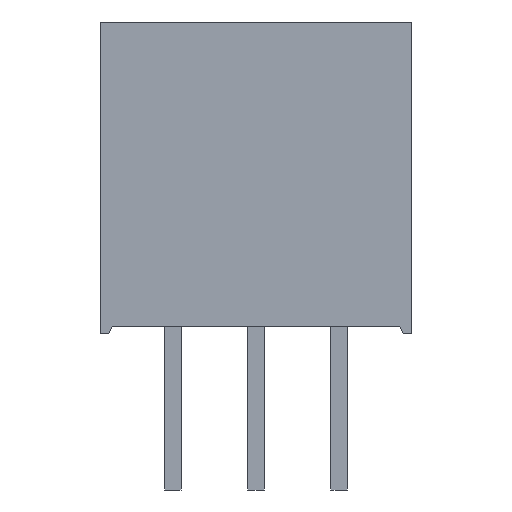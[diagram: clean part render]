
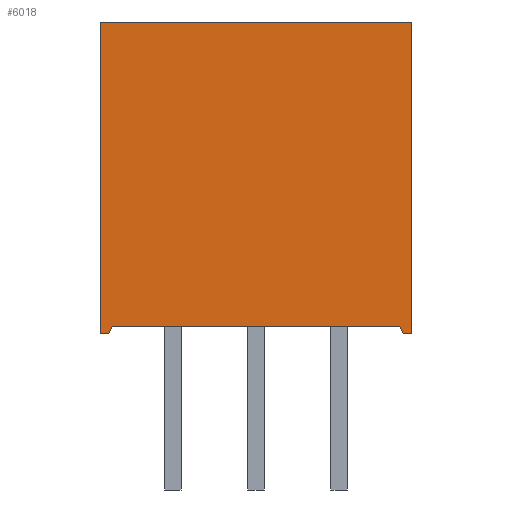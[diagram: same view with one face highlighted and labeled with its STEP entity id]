
A CAD part, front view. The second image highlights one B-rep face of the part: STEP entity #6018.
In plain terms, the highlighted planar face has unit normal (0, -1, 0).
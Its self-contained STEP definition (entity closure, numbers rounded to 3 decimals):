
#54=LINE('',#7563,#377);
#67=LINE('',#7798,#390);
#112=LINE('',#8348,#435);
#114=LINE('',#8352,#437);
#116=LINE('',#8356,#439);
#118=LINE('',#8360,#441);
#119=LINE('',#8362,#442);
#120=LINE('',#8364,#443);
#377=VECTOR('',#6518,1000.);
#390=VECTOR('',#6537,1000.);
#435=VECTOR('',#6592,1000.);
#437=VECTOR('',#6596,1000.);
#439=VECTOR('',#6600,1000.);
#441=VECTOR('',#6604,1000.);
#442=VECTOR('',#6607,1000.);
#443=VECTOR('',#6610,1000.);
#937=ORIENTED_EDGE('',*,*,#2212,.T.);
#938=ORIENTED_EDGE('',*,*,#2214,.T.);
#939=ORIENTED_EDGE('',*,*,#2040,.T.);
#940=ORIENTED_EDGE('',*,*,#2216,.T.);
#941=ORIENTED_EDGE('',*,*,#2218,.T.);
#942=ORIENTED_EDGE('',*,*,#2219,.T.);
#943=ORIENTED_EDGE('',*,*,#2114,.T.);
#944=ORIENTED_EDGE('',*,*,#2220,.T.);
#2040=EDGE_CURVE('',#2691,#2690,#54,.T.);
#2114=EDGE_CURVE('',#2765,#2764,#67,.T.);
#2212=EDGE_CURVE('',#2860,#2859,#112,.T.);
#2214=EDGE_CURVE('',#2859,#2691,#114,.T.);
#2216=EDGE_CURVE('',#2690,#2861,#116,.T.);
#2218=EDGE_CURVE('',#2861,#2862,#118,.T.);
#2219=EDGE_CURVE('',#2862,#2765,#119,.T.);
#2220=EDGE_CURVE('',#2764,#2860,#120,.T.);
#2690=VERTEX_POINT('',#7562);
#2691=VERTEX_POINT('',#7564);
#2764=VERTEX_POINT('',#7797);
#2765=VERTEX_POINT('',#7799);
#2859=VERTEX_POINT('',#8347);
#2860=VERTEX_POINT('',#8349);
#2861=VERTEX_POINT('',#8355);
#2862=VERTEX_POINT('',#8359);
#3443=EDGE_LOOP('',(#937,#938,#939,#940,#941,#942,#943,#944));
#3736=FACE_BOUND('',#3443,.T.);
#3997=PLANE('',#6282);
#6018=ADVANCED_FACE('',(#3736),#3997,.T.);
#6282=AXIS2_PLACEMENT_3D('',#8365,#6611,#6612);
#6518=DIRECTION('',(-1.,0.,0.));
#6537=DIRECTION('',(1.,0.,0.));
#6592=DIRECTION('',(1.,0.,0.));
#6596=DIRECTION('',(0.,0.,1.));
#6600=DIRECTION('',(0.,0.,-1.));
#6604=DIRECTION('',(1.,0.,0.));
#6607=DIRECTION('',(0.5,0.,0.866));
#6610=DIRECTION('',(0.5,0.,-0.866));
#6611=DIRECTION('',(0.,-1.,0.));
#6612=DIRECTION('',(0.,0.,-1.));
#7562=CARTESIAN_POINT('',(-4.76,-4.83,4.76));
#7563=CARTESIAN_POINT('',(4.76,-4.83,4.76));
#7564=CARTESIAN_POINT('',(4.76,-4.83,4.76));
#7797=CARTESIAN_POINT('',(4.385,-4.83,-4.543));
#7798=CARTESIAN_POINT('',(4.385,-4.83,-4.543));
#7799=CARTESIAN_POINT('',(-4.385,-4.83,-4.543));
#8347=CARTESIAN_POINT('',(4.76,-4.83,-4.76));
#8348=CARTESIAN_POINT('',(4.76,-4.83,-4.76));
#8349=CARTESIAN_POINT('',(4.51,-4.83,-4.76));
#8352=CARTESIAN_POINT('',(4.76,-4.83,-4.76));
#8355=CARTESIAN_POINT('',(-4.76,-4.83,-4.76));
#8356=CARTESIAN_POINT('',(-4.76,-4.83,4.76));
#8359=CARTESIAN_POINT('',(-4.51,-4.83,-4.76));
#8360=CARTESIAN_POINT('',(-4.76,-4.83,-4.76));
#8362=CARTESIAN_POINT('',(-4.51,-4.83,-4.76));
#8364=CARTESIAN_POINT('',(4.51,-4.83,-4.76));
#8365=CARTESIAN_POINT('',(0.,-4.83,0.));
